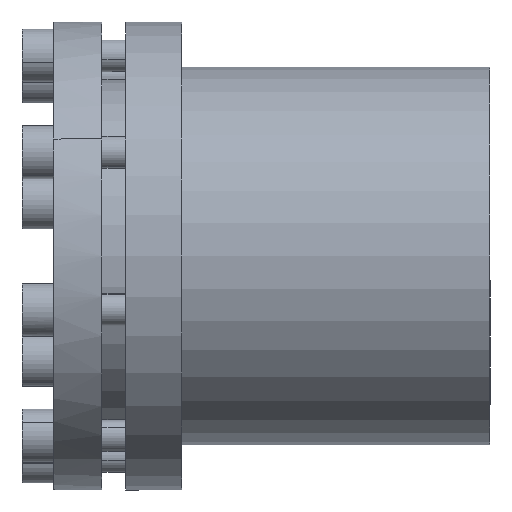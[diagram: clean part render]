
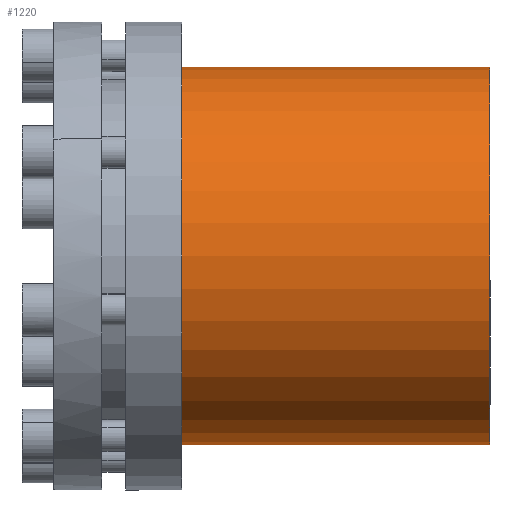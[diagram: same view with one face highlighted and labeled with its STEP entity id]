
A CAD part, left-side view. The second image highlights one B-rep face of the part: STEP entity #1220.
In plain terms, the highlighted cylindrical face has radius 35.5 mm (diameter 71 mm), a partial arc.
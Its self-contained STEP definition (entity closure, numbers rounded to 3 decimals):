
#1179=CARTESIAN_POINT('',(1.026,-15.0,-4.305));
#1180=DIRECTION('',(0.0,-1.0,0.0));
#1181=DIRECTION('',(-0.5,0.0,0.866));
#1182=AXIS2_PLACEMENT_3D('',#1179,#1180,#1181);
#1183=CYLINDRICAL_SURFACE('',#1182,35.5);
#1184=CARTESIAN_POINT('',(-16.724,-15.0,26.438));
#1185=VERTEX_POINT('',#1184);
#1186=CARTESIAN_POINT('',(-16.724,-73.0,26.438));
#1187=VERTEX_POINT('',#1186);
#1188=CARTESIAN_POINT('',(-16.724,-15.0,26.438));
#1189=DIRECTION('',(0.0,-1.0,0.0));
#1190=VECTOR('',#1189,58.0);
#1191=LINE('',#1188,#1190);
#1192=EDGE_CURVE('',#1185,#1187,#1191,.T.);
#1193=ORIENTED_EDGE('',*,*,#1192,.F.);
#1194=CARTESIAN_POINT('',(18.776,-15.0,-35.049));
#1195=VERTEX_POINT('',#1194);
#1196=CARTESIAN_POINT('',(1.026,-15.0,-4.305));
#1197=DIRECTION('',(0.0,1.,0.0));
#1198=DIRECTION('',(-0.5,0.0,0.866));
#1199=AXIS2_PLACEMENT_3D('',#1196,#1197,#1198);
#1200=CIRCLE('',#1199,35.5);
#1201=EDGE_CURVE('',#1195,#1185,#1200,.T.);
#1202=ORIENTED_EDGE('',*,*,#1201,.F.);
#1203=CARTESIAN_POINT('',(18.776,-73.0,-35.049));
#1204=VERTEX_POINT('',#1203);
#1205=CARTESIAN_POINT('',(18.776,-73.0,-35.049));
#1206=DIRECTION('',(0.0,1.0,0.0));
#1207=VECTOR('',#1206,58.0);
#1208=LINE('',#1205,#1207);
#1209=EDGE_CURVE('',#1204,#1195,#1208,.T.);
#1210=ORIENTED_EDGE('',*,*,#1209,.F.);
#1211=CARTESIAN_POINT('',(1.026,-73.0,-4.305));
#1212=DIRECTION('',(0.0,1.,0.0));
#1213=DIRECTION('',(0.866,0.0,0.5));
#1214=AXIS2_PLACEMENT_3D('',#1211,#1212,#1213);
#1215=CIRCLE('',#1214,35.5);
#1216=EDGE_CURVE('',#1204,#1187,#1215,.T.);
#1217=ORIENTED_EDGE('',*,*,#1216,.T.);
#1218=EDGE_LOOP('',(#1193,#1202,#1210,#1217));
#1219=FACE_OUTER_BOUND('',#1218,.T.);
#1220=ADVANCED_FACE('',(#1219),#1183,.T.);
